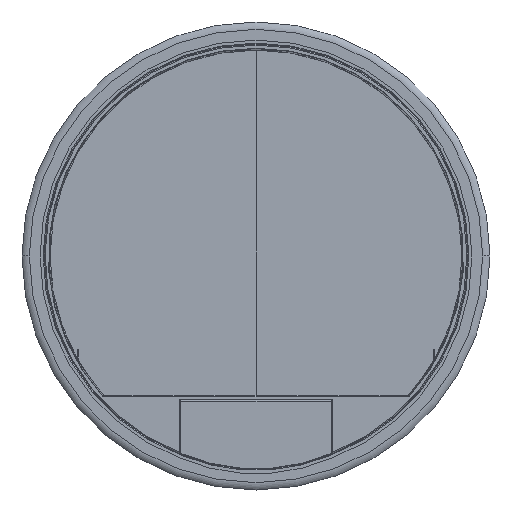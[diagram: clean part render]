
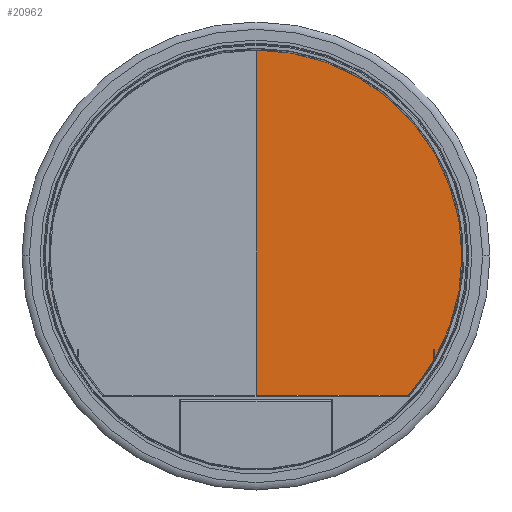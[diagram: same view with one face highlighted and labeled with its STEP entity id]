
A CAD part, top view. The second image highlights one B-rep face of the part: STEP entity #20962.
In plain terms, the highlighted conical face has half-angle 90 degrees and reference radius 142.601 mm.
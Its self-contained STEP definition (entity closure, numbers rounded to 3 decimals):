
#175 = B_SPLINE_CURVE_WITH_KNOTS ( 'NONE', 3,
 ( #8005, #7035, #5774, #5602 ),
 .UNSPECIFIED., .F., .F.,
 ( 4, 4 ),
 ( 0., 0.007 ),
 .UNSPECIFIED. ) ;
#591 = DIRECTION ( 'NONE',  ( 0., 1., 0. ) ) ;
#757 = EDGE_CURVE ( 'NONE', #2206, #8550, #15466, .T. ) ;
#854 = EDGE_CURVE ( 'NONE', #23669, #27187, #44070, .T. ) ;
#1857 = LINE ( 'NONE', #25049, #11255 ) ;
#2206 = VERTEX_POINT ( 'NONE', #14532 ) ;
#2853 = ORIENTED_EDGE ( 'NONE', *, *, #22032, .T. ) ;
#3618 = CARTESIAN_POINT ( 'NONE',  ( 0., 0., -3. ) ) ;
#5256 = EDGE_CURVE ( 'NONE', #43751, #30759, #25734, .T. ) ;
#5602 = CARTESIAN_POINT ( 'NONE',  ( 122.656, 64.456, -3. ) ) ;
#5774 = CARTESIAN_POINT ( 'NONE',  ( 122.656, 66.819, -3. ) ) ;
#6139 = AXIS2_PLACEMENT_3D ( 'NONE', #46764, #24189, #591 ) ;
#7035 = CARTESIAN_POINT ( 'NONE',  ( 122.656, 69.181, -3. ) ) ;
#7625 = DIRECTION ( 'NONE',  ( 0., 1., 0. ) ) ;
#7701 = CARTESIAN_POINT ( 'NONE',  ( 123.744, 64.456, -3. ) ) ;
#7897 = ORIENTED_EDGE ( 'NONE', *, *, #5256, .T. ) ;
#8005 = CARTESIAN_POINT ( 'NONE',  ( 122.656, 71.544, -3. ) ) ;
#8550 = VERTEX_POINT ( 'NONE', #8934 ) ;
#8733 = CARTESIAN_POINT ( 'NONE',  ( 0., -142.601, -3. ) ) ;
#8934 = CARTESIAN_POINT ( 'NONE',  ( 123.744, 70.871, -3. ) ) ;
#9233 = EDGE_LOOP ( 'NONE', ( #15804, #44244, #47994, #2853, #7897, #13208, #18225, #23010, #27688 ) ) ;
#11255 = VECTOR ( 'NONE', #36689, 1000. ) ;
#11317 = CARTESIAN_POINT ( 'NONE',  ( 0., 96.473, -3. ) ) ;
#11620 = EDGE_CURVE ( 'NONE', #30759, #39567, #175, .T. ) ;
#12053 = DIRECTION ( 'NONE',  ( 0., -1., 0. ) ) ;
#13208 = ORIENTED_EDGE ( 'NONE', *, *, #11620, .T. ) ;
#13380 = CARTESIAN_POINT ( 'NONE',  ( 123.356, 71.544, -3. ) ) ;
#13549 = CARTESIAN_POINT ( 'NONE',  ( 122.656, 71.544, -3. ) ) ;
#14532 = CARTESIAN_POINT ( 'NONE',  ( 123.744, 64.456, -3. ) ) ;
#15466 = B_SPLINE_CURVE_WITH_KNOTS ( 'NONE', 3,
 ( #27530, #27132, #27081, #26996 ),
 .UNSPECIFIED., .F., .F.,
 ( 4, 4 ),
 ( 0., 0.006 ),
 .UNSPECIFIED. ) ;
#15697 = VERTEX_POINT ( 'NONE', #35278 ) ;
#15804 = ORIENTED_EDGE ( 'NONE', *, *, #854, .F. ) ;
#17166 = VERTEX_POINT ( 'NONE', #28329 ) ;
#18225 = ORIENTED_EDGE ( 'NONE', *, *, #45583, .T. ) ;
#20962 = ADVANCED_FACE ( 'NONE', ( #27812 ), #27569, .T. ) ;
#21882 = CIRCLE ( 'NONE', #37281, 142.601 ) ;
#22032 = EDGE_CURVE ( 'NONE', #15697, #43751, #21882, .T. ) ;
#22650 = DIRECTION ( 'NONE',  ( 0., -1., 0. ) ) ;
#22813 = CARTESIAN_POINT ( 'NONE',  ( 0., -142.601, -3. ) ) ;
#23010 = ORIENTED_EDGE ( 'NONE', *, *, #757, .T. ) ;
#23069 = CARTESIAN_POINT ( 'NONE',  ( 105.015, 96.473, -3. ) ) ;
#23669 = VERTEX_POINT ( 'NONE', #42285 ) ;
#24189 = DIRECTION ( 'NONE',  ( 0., 0., -1. ) ) ;
#25049 = CARTESIAN_POINT ( 'NONE',  ( 0., 142.601, -3. ) ) ;
#25734 = B_SPLINE_CURVE_WITH_KNOTS ( 'NONE', 3,
 ( #40474, #42834, #42278, #40164 ),
 .UNSPECIFIED., .F., .F.,
 ( 4, 4 ),
 ( 0., 0.001 ),
 .UNSPECIFIED. ) ;
#25756 = EDGE_CURVE ( 'NONE', #17166, #15697, #40630, .T. ) ;
#26996 = CARTESIAN_POINT ( 'NONE',  ( 123.744, 70.871, -3. ) ) ;
#27045 = CARTESIAN_POINT ( 'NONE',  ( 123.019, 64.456, -3. ) ) ;
#27081 = CARTESIAN_POINT ( 'NONE',  ( 123.744, 68.733, -3. ) ) ;
#27132 = CARTESIAN_POINT ( 'NONE',  ( 123.744, 66.595, -3. ) ) ;
#27187 = VERTEX_POINT ( 'NONE', #8733 ) ;
#27530 = CARTESIAN_POINT ( 'NONE',  ( 123.744, 64.456, -3. ) ) ;
#27569 = CONICAL_SURFACE ( 'NONE', #39081, 142.601, 1.571 ) ;
#27688 = ORIENTED_EDGE ( 'NONE', *, *, #46122, .T. ) ;
#27812 = FACE_OUTER_BOUND ( 'NONE', #9233, .T. ) ;
#28329 = CARTESIAN_POINT ( 'NONE',  ( 0., 96.473, -3. ) ) ;
#28855 = B_SPLINE_CURVE_WITH_KNOTS ( 'NONE', 3,
 ( #30657, #27045, #30829, #7701 ),
 .UNSPECIFIED., .F., .F.,
 ( 4, 4 ),
 ( 0., 0.001 ),
 .UNSPECIFIED. ) ;
#28931 = CARTESIAN_POINT ( 'NONE',  ( 122.656, 64.456, -3. ) ) ;
#30143 = CARTESIAN_POINT ( 'NONE',  ( 35.005, 96.473, -3. ) ) ;
#30657 = CARTESIAN_POINT ( 'NONE',  ( 122.656, 64.456, -3. ) ) ;
#30757 = DIRECTION ( 'NONE',  ( 0., 0., -1. ) ) ;
#30759 = VERTEX_POINT ( 'NONE', #13549 ) ;
#30829 = CARTESIAN_POINT ( 'NONE',  ( 123.381, 64.456, -3. ) ) ;
#33068 = CIRCLE ( 'NONE', #6139, 142.601 ) ;
#34617 = CARTESIAN_POINT ( 'NONE',  ( 0., 0., -3. ) ) ;
#35278 = CARTESIAN_POINT ( 'NONE',  ( 105.015, 96.473, -3. ) ) ;
#35296 = EDGE_CURVE ( 'NONE', #23669, #17166, #1857, .T. ) ;
#36689 = DIRECTION ( 'NONE',  ( 0., 1., 0. ) ) ;
#37281 = AXIS2_PLACEMENT_3D ( 'NONE', #3618, #30757, #7625 ) ;
#39081 = AXIS2_PLACEMENT_3D ( 'NONE', #34617, #46529, #12053 ) ;
#39567 = VERTEX_POINT ( 'NONE', #28931 ) ;
#40164 = CARTESIAN_POINT ( 'NONE',  ( 122.656, 71.544, -3. ) ) ;
#40474 = CARTESIAN_POINT ( 'NONE',  ( 123.356, 71.544, -3. ) ) ;
#40630 = B_SPLINE_CURVE_WITH_KNOTS ( 'NONE', 3,
 ( #11317, #30143, #45645, #23069 ),
 .UNSPECIFIED., .F., .F.,
 ( 4, 4 ),
 ( 0.105, 0.21 ),
 .UNSPECIFIED. ) ;
#42278 = CARTESIAN_POINT ( 'NONE',  ( 122.89, 71.544, -3. ) ) ;
#42285 = CARTESIAN_POINT ( 'NONE',  ( 0., 0., -3. ) ) ;
#42834 = CARTESIAN_POINT ( 'NONE',  ( 123.123, 71.544, -3. ) ) ;
#43589 = VECTOR ( 'NONE', #22650, 1000. ) ;
#43751 = VERTEX_POINT ( 'NONE', #13380 ) ;
#44070 = LINE ( 'NONE', #22813, #43589 ) ;
#44244 = ORIENTED_EDGE ( 'NONE', *, *, #35296, .T. ) ;
#45583 = EDGE_CURVE ( 'NONE', #39567, #2206, #28855, .T. ) ;
#45645 = CARTESIAN_POINT ( 'NONE',  ( 70.01, 96.473, -3. ) ) ;
#46122 = EDGE_CURVE ( 'NONE', #8550, #27187, #33068, .T. ) ;
#46529 = DIRECTION ( 'NONE',  ( 0., 0., 1. ) ) ;
#46764 = CARTESIAN_POINT ( 'NONE',  ( 0., 0., -3. ) ) ;
#47994 = ORIENTED_EDGE ( 'NONE', *, *, #25756, .T. ) ;
